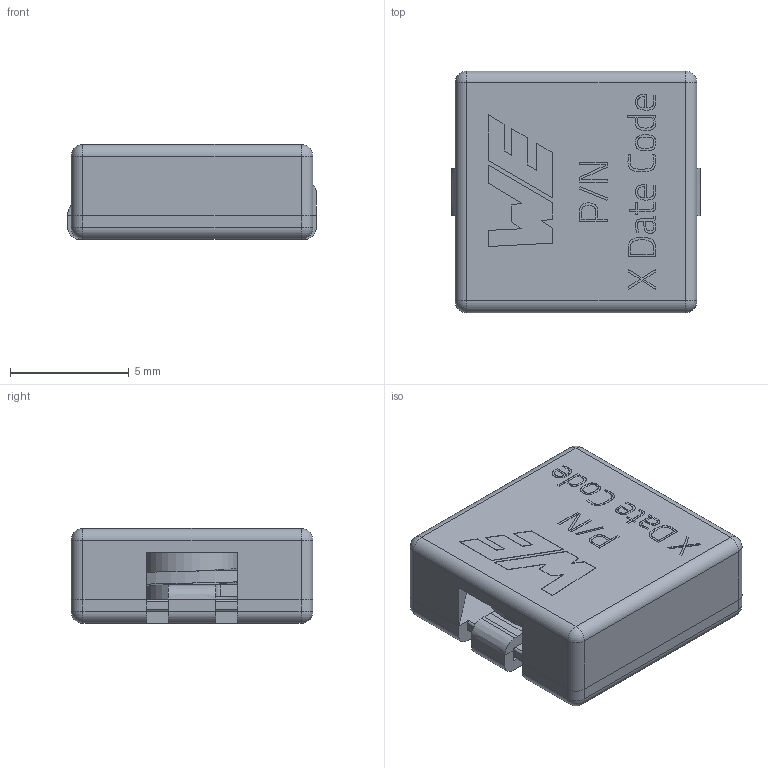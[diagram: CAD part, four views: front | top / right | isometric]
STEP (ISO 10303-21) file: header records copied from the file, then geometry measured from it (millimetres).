
FILE_DESCRIPTION(/* description */ ('Unknown'),/* implementation_level */ '2;1');
FILE_NAME(/* name */ '7443552xxx',/* time_stamp */ '2024-05-23T09:12:44+02:00',/* author */ ('Unknown'),/* organization */ ('Unknown'),/* preprocessor_version */ 'ST-DEVELOPER v19.4',/* originating_system */ 'Solid Edge',/* authorisation */ 'Unknown');
FILE_SCHEMA (('AUTOMOTIVE_DESIGN {1 0 10303 214 3 1 1}'));
Length unit declared in the file: millimetre
Products named in the file (3): 7443552x; Boden; Deckel
Assembly tree (2 placements, depth 2):
  7443552x
    Boden
    Deckel
Bounding box: 10.5 x 10.2 x 4.01 mm (x, y, z)
Volume: 316.9 mm3; surface area: 805.2 mm2
Topology: 3 solids, 3 shells, 248 faces, 620 edges, 392 vertices
Faces by surface type: plane 161, bspline 44, cylinder 35, sphere 8
Full cylindrical faces by diameter (mm): 4 x1
Entity records: 10010 total; most frequent: CARTESIAN_POINT 3110, ORIENTED_EDGE 1218, DIRECTION 887, EDGE_CURVE 609, VERTEX_POINT 392, LINE 325, VECTOR 325, AXIS2_PLACEMENT_3D 281
